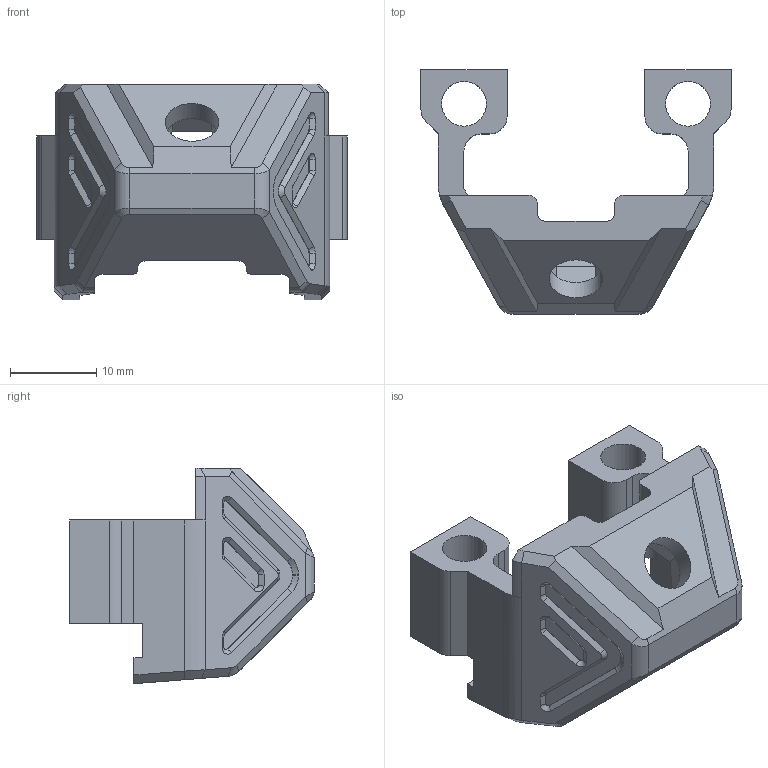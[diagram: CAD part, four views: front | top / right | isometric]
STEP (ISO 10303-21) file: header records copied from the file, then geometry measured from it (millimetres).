
FILE_DESCRIPTION(/* description */ (''),/* implementation_level */ '2;1');
FILE_NAME(/* name */ 'MANTA-5-SE-DC-机尾单天线打印件-紫色（2025-2-27）',/* time_stamp */ '2025-02-27T14:36:31+08:00',/* author */ (''),/* organization */ (''),/* preprocessor_version */ 'ST-DEVELOPER v19.2',/* originating_system */ 'Rhino 8.1',/* authorisation */ '');
FILE_SCHEMA (('CONFIG_CONTROL_DESIGN'));
Length unit declared in the file: millimetre
Products named in the file (1): Document
Bounding box: 36 x 28.42 x 25 mm (x, y, z)
Volume: 5321.9 mm3; surface area: 4214.4 mm2
Topology: 1 solids, 1 shells, 209 faces, 545 edges, 342 vertices
Faces by surface type: plane 126, cylinder 51, bspline 32
Full cylindrical faces by diameter (mm): 5.2 x2, 6.2 x1
Entity records: 6668 total; most frequent: CARTESIAN_POINT 2498, ORIENTED_EDGE 1090, EDGE_CURVE 545, B_SPLINE_CURVE_WITH_KNOTS 421, DIRECTION 380, VERTEX_POINT 343, AXIS2_PLACEMENT_3D 278, EDGE_LOOP 219
